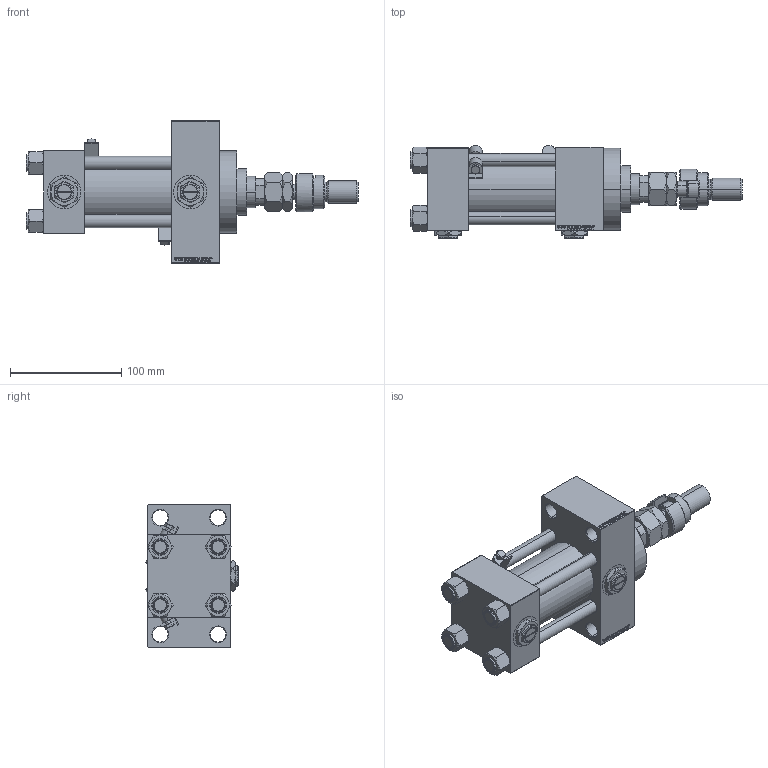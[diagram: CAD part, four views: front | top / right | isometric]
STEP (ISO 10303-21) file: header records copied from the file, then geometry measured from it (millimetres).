
FILE_DESCRIPTION (( 'STEP AP203' ), '1' );
FILE_NAME ('1ade.STEP', '2023-08-23T14:03:12', ( '' ), ( '' ), 'SwSTEP 2.0', 'SolidWorks 2019', '' );
FILE_SCHEMA (( 'CONFIG_CONTROL_DESIGN' ));
Length unit declared in the file: millimetre
Products named in the file (11): DFA d218b34191af643126c9046c95fd9984; NUT_M5_D d218b34191af643126c9046c95fd9984; FEMALE_PART_FOR_DFA d218b34191af643126c9046c95fd9984; V215_VC_A d218b34191af643126c9046c95fd9984; MSRF_MSRG1 d218b34191af643126c9046c95fd9984; V215CR_VCP_D d218b34191af643126c9046c95fd9984; Zatka_pro_OIL_PORT d218b34191af643126c9046c95fd9984; V215CR_D_TYCINKA d218b34191af643126c9046c95fd9984; MFA d218b34191af643126c9046c95fd9984; 1ade; V215CR_D_Body d218b34191af643126c9046c95fd9984
Assembly tree (18 placements, depth 3):
  1ade
    V215CR_D_Body d218b34191af643126c9046c95fd9984
    V215CR_VCP_D d218b34191af643126c9046c95fd9984
    NUT_M5_D d218b34191af643126c9046c95fd9984  x4
    V215CR_D_TYCINKA d218b34191af643126c9046c95fd9984  x4
    V215_VC_A d218b34191af643126c9046c95fd9984
    DFA d218b34191af643126c9046c95fd9984
      FEMALE_PART_FOR_DFA d218b34191af643126c9046c95fd9984
      MFA d218b34191af643126c9046c95fd9984
    MSRF_MSRG1 d218b34191af643126c9046c95fd9984  x2
    Zatka_pro_OIL_PORT d218b34191af643126c9046c95fd9984  x2
Bounding box: 299 x 83.88 x 128 mm (x, y, z)
Volume: 889873.3 mm3; surface area: 203900.3 mm2
Topology: 17 solids, 17 shells, 1353 faces, 3318 edges, 2124 vertices
Faces by surface type: plane 609, bspline 368, cone 224, cylinder 140, torus 12
Entity records: 53180 total; most frequent: CARTESIAN_POINT 26657, ORIENTED_EDGE 5786, DIRECTION 3971, EDGE_CURVE 2893, VERTEX_POINT 1874, LINE 1659, VECTOR 1659, EDGE_LOOP 1303
